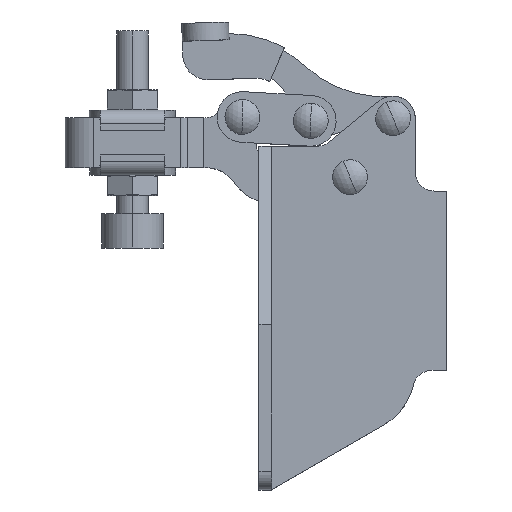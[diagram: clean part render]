
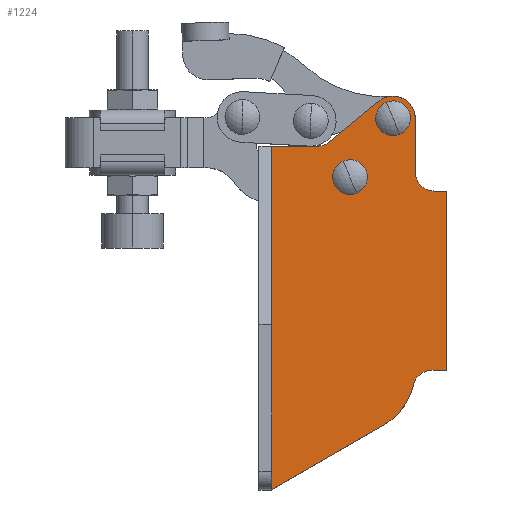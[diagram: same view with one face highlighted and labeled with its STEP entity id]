
A CAD part, top view. The second image highlights one B-rep face of the part: STEP entity #1224.
In plain terms, the highlighted planar face has unit normal (0, 0, 1).
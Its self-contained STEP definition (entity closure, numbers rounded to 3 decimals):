
#132 = CIRCLE ( 'NONE', #7188, 2.75 ) ;
#157 = LINE ( 'NONE', #8882, #4596 ) ;
#173 = CARTESIAN_POINT ( 'NONE',  ( 32.994, 18.88, 15.15 ) ) ;
#196 = AXIS2_PLACEMENT_3D ( 'NONE', #4424, #10247, #5258 ) ;
#252 = DIRECTION ( 'NONE',  ( 0., 1., 0. ) ) ;
#322 = CIRCLE ( 'NONE', #10030, 10. ) ;
#377 = EDGE_CURVE ( 'NONE', #2580, #5961, #6403, .T. ) ;
#392 = VERTEX_POINT ( 'NONE', #6114 ) ;
#564 = CARTESIAN_POINT ( 'NONE',  ( 27.724, 16.572, 15.15 ) ) ;
#645 = CARTESIAN_POINT ( 'NONE',  ( 17.994, 18.879, 15.15 ) ) ;
#648 = CARTESIAN_POINT ( 'NONE',  ( 30.643, 15.88, 15.15 ) ) ;
#681 = CARTESIAN_POINT ( 'NONE',  ( 14.504, 54.987, 15.15 ) ) ;
#896 = ORIENTED_EDGE ( 'NONE', *, *, #6441, .T. ) ;
#1001 = AXIS2_PLACEMENT_3D ( 'NONE', #4190, #10024, #5032 ) ;
#1017 = VECTOR ( 'NONE', #8952, 1000. ) ;
#1094 = CARTESIAN_POINT ( 'NONE',  ( 16.64, 51.94, 15.15 ) ) ;
#1167 = LINE ( 'NONE', #4989, #5323 ) ;
#1224 = ADVANCED_FACE ( 'NONE', ( #9006, #2619, #3940 ), #2256, .T. ) ;
#1231 = DIRECTION ( 'NONE',  ( 0., 0., 1. ) ) ;
#1346 = CARTESIAN_POINT ( 'NONE',  ( 30.643, 18.88, 15.15 ) ) ;
#1369 = CIRCLE ( 'NONE', #7526, 2.75 ) ;
#1473 = DIRECTION ( 'NONE',  ( 1., 0., 0. ) ) ;
#1476 = DIRECTION ( 'NONE',  ( 1., 0., 0. ) ) ;
#1491 = CARTESIAN_POINT ( 'NONE',  ( 22.264, 61.398, 15.15 ) ) ;
#1520 = CARTESIAN_POINT ( 'NONE',  ( 5.294, 15.88, 15.15 ) ) ;
#1531 = DIRECTION ( 'NONE',  ( 0., 0., 1. ) ) ;
#1823 = CARTESIAN_POINT ( 'NONE',  ( 24.494, 58.7, 15.15 ) ) ;
#1970 = EDGE_CURVE ( 'NONE', #8371, #9601, #157, .T. ) ;
#1977 = DIRECTION ( 'NONE',  ( 1., 0., 0. ) ) ;
#2075 = CARTESIAN_POINT ( 'NONE',  ( 5.294, 0., 15.15 ) ) ;
#2256 = PLANE ( 'NONE',  #8324 ) ;
#2379 = CIRCLE ( 'NONE', #6652, 3.5 ) ;
#2420 = EDGE_LOOP ( 'NONE', ( #10291, #9443, #4750, #9403, #3606, #3455, #6278, #8834, #8675, #2936, #6719, #896, #8694 ) ) ;
#2459 = VERTEX_POINT ( 'NONE', #3410 ) ;
#2580 = VERTEX_POINT ( 'NONE', #173 ) ;
#2608 = EDGE_CURVE ( 'NONE', #2459, #6540, #5758, .T. ) ;
#2619 = FACE_BOUND ( 'NONE', #9738, .T. ) ;
#2632 = CIRCLE ( 'NONE', #8162, 3. ) ;
#2680 = DIRECTION ( 'NONE',  ( 1., 0., 0. ) ) ;
#2707 = ORIENTED_EDGE ( 'NONE', *, *, #3678, .F. ) ;
#2714 = VERTEX_POINT ( 'NONE', #3728 ) ;
#2741 = CARTESIAN_POINT ( 'NONE',  ( 27.994, 50.2, 15.15 ) ) ;
#2823 = VERTEX_POINT ( 'NONE', #9700 ) ;
#2834 = VERTEX_POINT ( 'NONE', #7193 ) ;
#2936 = ORIENTED_EDGE ( 'NONE', *, *, #5865, .T. ) ;
#2969 = EDGE_CURVE ( 'NONE', #6540, #8371, #2379, .T. ) ;
#3160 = AXIS2_PLACEMENT_3D ( 'NONE', #648, #6432, #1476 ) ;
#3164 = VERTEX_POINT ( 'NONE', #1094 ) ;
#3176 = CARTESIAN_POINT ( 'NONE',  ( 32.994, 18.88, 15.15 ) ) ;
#3263 = EDGE_CURVE ( 'NONE', #9601, #9869, #2632, .T. ) ;
#3310 = VECTOR ( 'NONE', #252, 1000. ) ;
#3410 = CARTESIAN_POINT ( 'NONE',  ( 27.994, 50.2, 15.15 ) ) ;
#3451 = CARTESIAN_POINT ( 'NONE',  ( 17.694, 49.4, 15.15 ) ) ;
#3455 = ORIENTED_EDGE ( 'NONE', *, *, #2969, .T. ) ;
#3606 = ORIENTED_EDGE ( 'NONE', *, *, #2608, .T. ) ;
#3678 = EDGE_CURVE ( 'NONE', #10707, #2714, #132, .T. ) ;
#3728 = CARTESIAN_POINT ( 'NONE',  ( 25.547, 56.16, 15.15 ) ) ;
#3730 = CARTESIAN_POINT ( 'NONE',  ( 5.294, 54.3, 15.15 ) ) ;
#3940 = FACE_OUTER_BOUND ( 'NONE', #2420, .T. ) ;
#3958 = EDGE_CURVE ( 'NONE', #9869, #4353, #10560, .T. ) ;
#4140 = EDGE_CURVE ( 'NONE', #2834, #2459, #7414, .T. ) ;
#4190 = CARTESIAN_POINT ( 'NONE',  ( 30.994, 50.2, 15.15 ) ) ;
#4195 = VECTOR ( 'NONE', #10328, 1000. ) ;
#4278 = DIRECTION ( 'NONE',  ( 0.924, 0.383, 0. ) ) ;
#4319 = CARTESIAN_POINT ( 'NONE',  ( 12.594, 54.3, 15.15 ) ) ;
#4353 = VERTEX_POINT ( 'NONE', #3730 ) ;
#4354 = VERTEX_POINT ( 'NONE', #2075 ) ;
#4424 = CARTESIAN_POINT ( 'NONE',  ( 24.494, 58.7, 15.15 ) ) ;
#4459 = CARTESIAN_POINT ( 'NONE',  ( 32.994, 47.2, 15.15 ) ) ;
#4577 = DIRECTION ( 'NONE',  ( 0., 0., -1. ) ) ;
#4596 = VECTOR ( 'NONE', #5536, 1000. ) ;
#4648 = EDGE_CURVE ( 'NONE', #4354, #392, #1167, .T. ) ;
#4750 = ORIENTED_EDGE ( 'NONE', *, *, #8735, .F. ) ;
#4772 = DIRECTION ( 'NONE',  ( 0., 0., 1. ) ) ;
#4989 = CARTESIAN_POINT ( 'NONE',  ( 5.294, 0., 15.15 ) ) ;
#5032 = DIRECTION ( 'NONE',  ( 1., 0., 0. ) ) ;
#5081 = CARTESIAN_POINT ( 'NONE',  ( 23.44, 61.24, 15.15 ) ) ;
#5258 = DIRECTION ( 'NONE',  ( 1., 0., 0. ) ) ;
#5315 = ORIENTED_EDGE ( 'NONE', *, *, #7200, .F. ) ;
#5323 = VECTOR ( 'NONE', #9978, 1000. ) ;
#5536 = DIRECTION ( 'NONE',  ( -0.771, -0.637, 0. ) ) ;
#5540 = EDGE_LOOP ( 'NONE', ( #2707, #5315 ) ) ;
#5758 = LINE ( 'NONE', #2741, #3310 ) ;
#5865 = EDGE_CURVE ( 'NONE', #4353, #4354, #9326, .T. ) ;
#5961 = VERTEX_POINT ( 'NONE', #8219 ) ;
#6114 = CARTESIAN_POINT ( 'NONE',  ( 22.994, 10.219, 15.15 ) ) ;
#6144 = LINE ( 'NONE', #4459, #7853 ) ;
#6189 = CARTESIAN_POINT ( 'NONE',  ( 17.694, 49.4, 15.15 ) ) ;
#6278 = ORIENTED_EDGE ( 'NONE', *, *, #1970, .T. ) ;
#6361 = VERTEX_POINT ( 'NONE', #564 ) ;
#6394 = CARTESIAN_POINT ( 'NONE',  ( 30.643, 15.88, 15.15 ) ) ;
#6403 = LINE ( 'NONE', #7842, #4195 ) ;
#6427 = DIRECTION ( 'NONE',  ( 0., 0., 1. ) ) ;
#6432 = DIRECTION ( 'NONE',  ( 0., 0., -1. ) ) ;
#6441 = EDGE_CURVE ( 'NONE', #392, #6361, #322, .T. ) ;
#6490 = CARTESIAN_POINT ( 'NONE',  ( 24.494, 58.7, 15.15 ) ) ;
#6540 = VERTEX_POINT ( 'NONE', #7382 ) ;
#6652 = AXIS2_PLACEMENT_3D ( 'NONE', #6490, #1531, #7340 ) ;
#6719 = ORIENTED_EDGE ( 'NONE', *, *, #4648, .T. ) ;
#6899 = EDGE_CURVE ( 'NONE', #7348, #2580, #7634, .T. ) ;
#7023 = DIRECTION ( 'NONE',  ( 0.924, 0.383, 0. ) ) ;
#7097 = VECTOR ( 'NONE', #7321, 1000. ) ;
#7171 = CARTESIAN_POINT ( 'NONE',  ( 3.294, 54.3, 15.15 ) ) ;
#7188 = AXIS2_PLACEMENT_3D ( 'NONE', #1823, #7644, #2680 ) ;
#7193 = CARTESIAN_POINT ( 'NONE',  ( 30.994, 47.2, 15.15 ) ) ;
#7200 = EDGE_CURVE ( 'NONE', #2714, #10707, #7371, .T. ) ;
#7321 = DIRECTION ( 'NONE',  ( 0., -1., 0. ) ) ;
#7340 = DIRECTION ( 'NONE',  ( 1., 0., 0. ) ) ;
#7348 = VERTEX_POINT ( 'NONE', #1346 ) ;
#7371 = CIRCLE ( 'NONE', #196, 2.75 ) ;
#7382 = CARTESIAN_POINT ( 'NONE',  ( 27.994, 58.7, 15.15 ) ) ;
#7414 = CIRCLE ( 'NONE', #1001, 3. ) ;
#7526 = AXIS2_PLACEMENT_3D ( 'NONE', #3451, #9260, #4278 ) ;
#7634 = LINE ( 'NONE', #3176, #1017 ) ;
#7644 = DIRECTION ( 'NONE',  ( 0., 0., 1. ) ) ;
#7709 = EDGE_CURVE ( 'NONE', #6361, #7348, #8260, .T. ) ;
#7812 = VECTOR ( 'NONE', #9675, 1000. ) ;
#7842 = CARTESIAN_POINT ( 'NONE',  ( 32.994, 16.052, 15.15 ) ) ;
#7853 = VECTOR ( 'NONE', #1977, 1000. ) ;
#8162 = AXIS2_PLACEMENT_3D ( 'NONE', #9576, #4577, #10409 ) ;
#8219 = CARTESIAN_POINT ( 'NONE',  ( 32.994, 47.2, 15.15 ) ) ;
#8260 = CIRCLE ( 'NONE', #3160, 3. ) ;
#8324 = AXIS2_PLACEMENT_3D ( 'NONE', #6394, #4772, #10596 ) ;
#8371 = VERTEX_POINT ( 'NONE', #1491 ) ;
#8558 = EDGE_CURVE ( 'NONE', #3164, #2823, #1369, .T. ) ;
#8675 = ORIENTED_EDGE ( 'NONE', *, *, #3958, .T. ) ;
#8694 = ORIENTED_EDGE ( 'NONE', *, *, #7709, .T. ) ;
#8735 = EDGE_CURVE ( 'NONE', #2834, #5961, #6144, .T. ) ;
#8750 = EDGE_CURVE ( 'NONE', #2823, #3164, #9041, .T. ) ;
#8834 = ORIENTED_EDGE ( 'NONE', *, *, #3263, .T. ) ;
#8882 = CARTESIAN_POINT ( 'NONE',  ( 22.264, 61.398, 15.15 ) ) ;
#8952 = DIRECTION ( 'NONE',  ( 1., 0., 0. ) ) ;
#9006 = FACE_BOUND ( 'NONE', #5540, .T. ) ;
#9015 = AXIS2_PLACEMENT_3D ( 'NONE', #6189, #1231, #7023 ) ;
#9041 = CIRCLE ( 'NONE', #9015, 2.75 ) ;
#9260 = DIRECTION ( 'NONE',  ( 0., 0., 1. ) ) ;
#9326 = LINE ( 'NONE', #1520, #7097 ) ;
#9403 = ORIENTED_EDGE ( 'NONE', *, *, #4140, .T. ) ;
#9443 = ORIENTED_EDGE ( 'NONE', *, *, #377, .T. ) ;
#9576 = CARTESIAN_POINT ( 'NONE',  ( 12.594, 57.3, 15.15 ) ) ;
#9601 = VERTEX_POINT ( 'NONE', #681 ) ;
#9675 = DIRECTION ( 'NONE',  ( -1., 0., 0. ) ) ;
#9700 = CARTESIAN_POINT ( 'NONE',  ( 18.747, 46.86, 15.15 ) ) ;
#9738 = EDGE_LOOP ( 'NONE', ( #10267, #9751 ) ) ;
#9751 = ORIENTED_EDGE ( 'NONE', *, *, #8750, .F. ) ;
#9869 = VERTEX_POINT ( 'NONE', #4319 ) ;
#9978 = DIRECTION ( 'NONE',  ( 0.866, 0.5, 0. ) ) ;
#10024 = DIRECTION ( 'NONE',  ( 0., 0., -1. ) ) ;
#10030 = AXIS2_PLACEMENT_3D ( 'NONE', #645, #6427, #1473 ) ;
#10247 = DIRECTION ( 'NONE',  ( 0., 0., 1. ) ) ;
#10267 = ORIENTED_EDGE ( 'NONE', *, *, #8558, .F. ) ;
#10291 = ORIENTED_EDGE ( 'NONE', *, *, #6899, .T. ) ;
#10328 = DIRECTION ( 'NONE',  ( 0., 1., 0. ) ) ;
#10409 = DIRECTION ( 'NONE',  ( 1., 0., 0. ) ) ;
#10560 = LINE ( 'NONE', #7171, #7812 ) ;
#10596 = DIRECTION ( 'NONE',  ( 1., 0., 0. ) ) ;
#10707 = VERTEX_POINT ( 'NONE', #5081 ) ;
